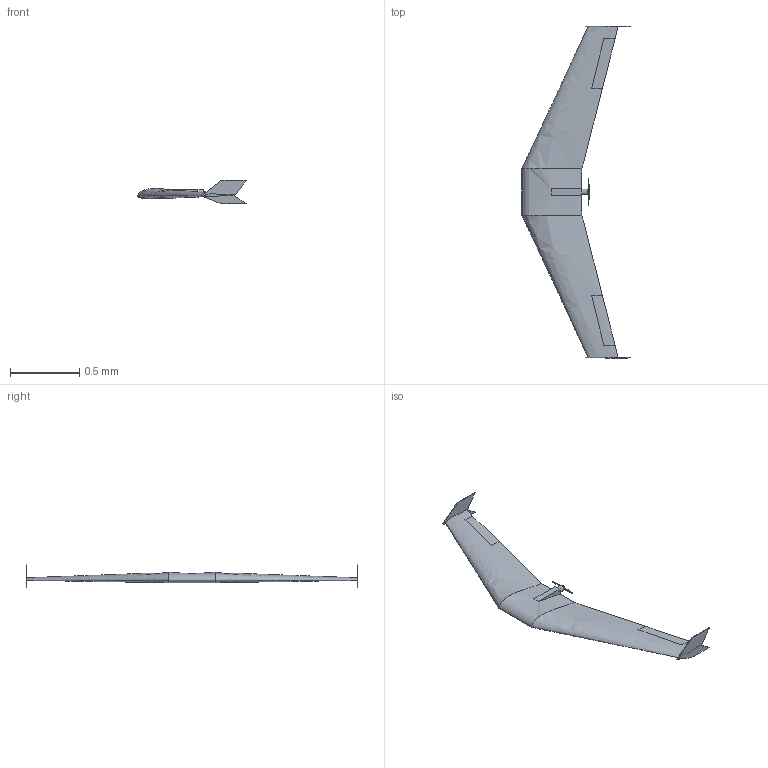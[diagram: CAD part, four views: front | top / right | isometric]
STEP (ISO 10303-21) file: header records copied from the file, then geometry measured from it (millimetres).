
FILE_DESCRIPTION(('Open CASCADE Model'),'2;1');
FILE_NAME('Open CASCADE Shape Model','2023-05-24T18:53:45',('Author'),( 'Open CASCADE'),'ParaPy 1.10.0 - Open CASCADE STEP processor 7.3', 'ParaPy 1.10.0 - Open CASCADE 7.3','Unknown');
FILE_SCHEMA(('AUTOMOTIVE_DESIGN { 1 0 10303 214 1 1 1 1 }'));
Length unit declared in the file: millimetre
Products named in the file (2): aircraft_solid; SOLID
Assembly tree (1 placements, depth 2):
  aircraft_solid
    SOLID
Bounding box: 0.78 x 2.4 x 0.17 mm (x, y, z)
Volume: 0 mm3; surface area: 1.9 mm2
Topology: 1 solids, 1 shells, 25 faces, 51 edges, 34 vertices
Faces by surface type: plane 12, bspline 9, cylinder 2, extrusion 2
Full cylindrical faces by diameter (mm): 0.019 x1, 0.042 x1
Entity records: 3457 total; most frequent: CARTESIAN_POINT 2524, DIRECTION 108, ORIENTED_EDGE 102, PCURVE 102, DEFINITIONAL_REPRESENTATION 102, B_SPLINE_CURVE_WITH_KNOTS 85, VECTOR 64, LINE 62
